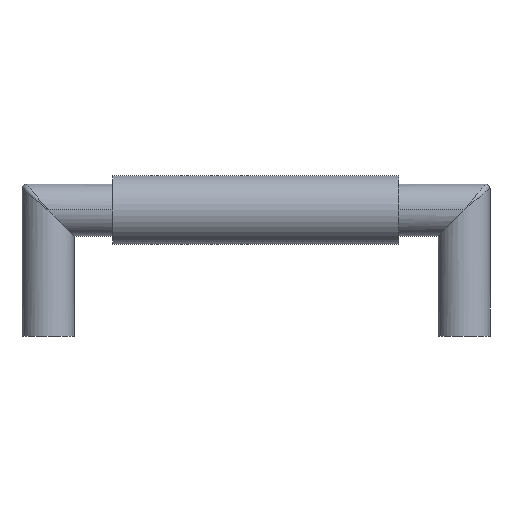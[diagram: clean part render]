
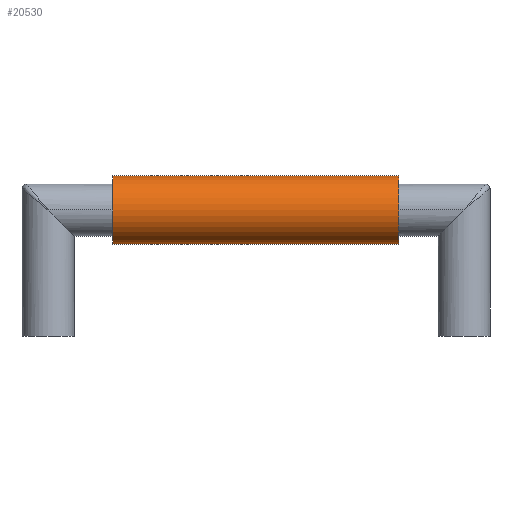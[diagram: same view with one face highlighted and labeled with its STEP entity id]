
A CAD part, top view. The second image highlights one B-rep face of the part: STEP entity #20530.
In plain terms, the highlighted cylindrical face has radius 7.9 mm (diameter 15.8 mm), a partial arc.
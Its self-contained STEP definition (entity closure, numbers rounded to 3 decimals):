
#210=CARTESIAN_POINT('',(-65.,0.,0.));
#220=DIRECTION('',(1.,0.,0.));
#230=DIRECTION('',(0.,1.,0.));
#240=AXIS2_PLACEMENT_3D('',#210,#220,#230);
#250=CIRCLE('',#240,7.9);
#260=CARTESIAN_POINT('',(-65.,7.9,0.));
#270=VERTEX_POINT('',#260);
#280=CARTESIAN_POINT('',(-65.,-7.9,0.));
#290=VERTEX_POINT('',#280);
#300=EDGE_CURVE('',#270,#290,#250,.T.);
#420=CARTESIAN_POINT('',(0.,-7.9,0.));
#430=DIRECTION('',(-1.,0.,0.));
#440=VECTOR('',#430,1.);
#450=LINE('',#420,#440);
#460=CARTESIAN_POINT('',(1.,-7.9,0.));
#470=VERTEX_POINT('',#460);
#480=EDGE_CURVE('',#470,#290,#450,.T.);
#500=CARTESIAN_POINT('',(1.,0.,0.));
#510=DIRECTION('',(1.,0.,0.));
#520=DIRECTION('',(0.,1.,0.));
#530=AXIS2_PLACEMENT_3D('',#500,#510,#520);
#540=CIRCLE('',#530,7.9);
#550=CARTESIAN_POINT('',(1.,7.9,0.));
#560=VERTEX_POINT('',#550);
#590=CARTESIAN_POINT('',(0.,7.9,0.));
#600=DIRECTION('',(-1.,0.,0.));
#610=VECTOR('',#600,1.);
#620=LINE('',#590,#610);
#630=EDGE_CURVE('',#560,#270,#620,.T.);
#890=EDGE_CURVE('',#560,#470,#540,.T.);
#20420=CARTESIAN_POINT('',(0.,0.,0.));
#20430=DIRECTION('',(-1.,0.,0.));
#20440=DIRECTION('',(0.,1.,0.));
#20450=AXIS2_PLACEMENT_3D('',#20420,#20430,#20440);
#20460=CYLINDRICAL_SURFACE('',#20450,7.9);
#20470=ORIENTED_EDGE('',*,*,#890,.F.);
#20480=ORIENTED_EDGE('',*,*,#480,.F.);
#20490=ORIENTED_EDGE('',*,*,#300,.T.);
#20500=ORIENTED_EDGE('',*,*,#630,.T.);
#20510=EDGE_LOOP('',(#20500,#20490,#20480,#20470));
#20520=FACE_OUTER_BOUND('',#20510,.T.);
#20530=ADVANCED_FACE('',(#20520),#20460,.T.);
